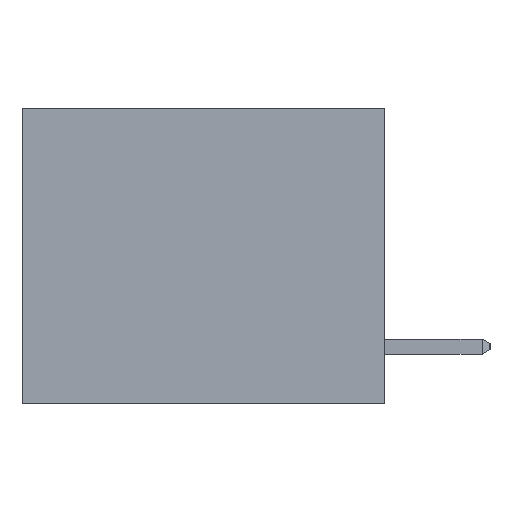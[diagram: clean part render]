
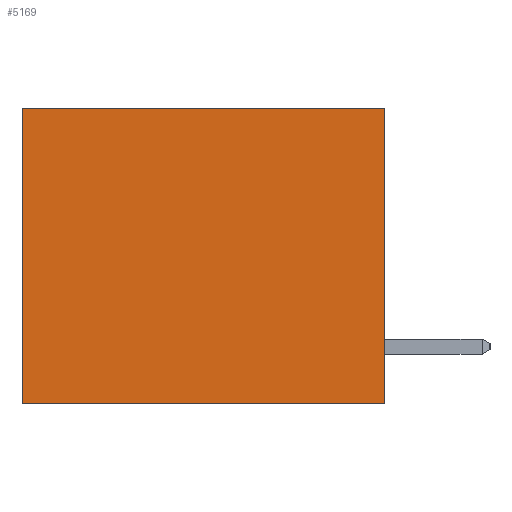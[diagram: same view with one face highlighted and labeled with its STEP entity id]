
A CAD part, left-side view. The second image highlights one B-rep face of the part: STEP entity #5169.
In plain terms, the highlighted planar face has unit normal (-1, 0, 0).
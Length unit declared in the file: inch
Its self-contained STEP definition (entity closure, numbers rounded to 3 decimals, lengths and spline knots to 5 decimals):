
#606 = VECTOR ( 'NONE', #20294, 39.37008 ) ;
#1261 = VERTEX_POINT ( 'NONE', #4977 ) ;
#1568 = CARTESIAN_POINT ( 'NONE',  ( 0.3165, 0.6, 0. ) ) ;
#2031 = VECTOR ( 'NONE', #11936, 39.37008 ) ;
#2829 = AXIS2_PLACEMENT_3D ( 'NONE', #12566, #11048, #6102 ) ;
#3236 = CARTESIAN_POINT ( 'NONE',  ( 0.3165, 0., 0. ) ) ;
#3506 = CARTESIAN_POINT ( 'NONE',  ( 0.3165, 0., -0.49 ) ) ;
#4001 = EDGE_CURVE ( 'NONE', #1261, #6231, #4956, .T. ) ;
#4956 = LINE ( 'NONE', #3236, #5462 ) ;
#4977 = CARTESIAN_POINT ( 'NONE',  ( 0.3165, 0., 0. ) ) ;
#5169 = ADVANCED_FACE ( 'NONE', ( #20894 ), #14328, .F. ) ;
#5403 = VERTEX_POINT ( 'NONE', #7707 ) ;
#5462 = VECTOR ( 'NONE', #14663, 39.37008 ) ;
#6102 = DIRECTION ( 'NONE',  ( 0., 0., -1. ) ) ;
#6226 = EDGE_LOOP ( 'NONE', ( #7965, #6490, #13004, #14131 ) ) ;
#6231 = VERTEX_POINT ( 'NONE', #1568 ) ;
#6424 = LINE ( 'NONE', #20176, #2031 ) ;
#6490 = ORIENTED_EDGE ( 'NONE', *, *, #21066, .F. ) ;
#6648 = DIRECTION ( 'NONE',  ( 0., 1., 0. ) ) ;
#7608 = VERTEX_POINT ( 'NONE', #3506 ) ;
#7707 = CARTESIAN_POINT ( 'NONE',  ( 0.3165, 0.6, -0.49 ) ) ;
#7965 = ORIENTED_EDGE ( 'NONE', *, *, #12991, .T. ) ;
#8529 = CARTESIAN_POINT ( 'NONE',  ( 0.3165, 0., -0.49 ) ) ;
#8618 = CARTESIAN_POINT ( 'NONE',  ( 0.3165, 0., -0.49 ) ) ;
#10930 = EDGE_CURVE ( 'NONE', #1261, #7608, #13611, .T. ) ;
#11048 = DIRECTION ( 'NONE',  ( 1., 0., 0. ) ) ;
#11936 = DIRECTION ( 'NONE',  ( 0., 0., -1. ) ) ;
#12566 = CARTESIAN_POINT ( 'NONE',  ( 0.3165, 0., -0.49 ) ) ;
#12991 = EDGE_CURVE ( 'NONE', #6231, #5403, #6424, .T. ) ;
#13004 = ORIENTED_EDGE ( 'NONE', *, *, #10930, .F. ) ;
#13611 = LINE ( 'NONE', #8618, #606 ) ;
#14131 = ORIENTED_EDGE ( 'NONE', *, *, #4001, .T. ) ;
#14328 = PLANE ( 'NONE',  #2829 ) ;
#14663 = DIRECTION ( 'NONE',  ( 0., 1., 0. ) ) ;
#18403 = VECTOR ( 'NONE', #6648, 39.37008 ) ;
#20176 = CARTESIAN_POINT ( 'NONE',  ( 0.3165, 0.6, -0.49 ) ) ;
#20294 = DIRECTION ( 'NONE',  ( 0., 0., -1. ) ) ;
#20894 = FACE_OUTER_BOUND ( 'NONE', #6226, .T. ) ;
#21066 = EDGE_CURVE ( 'NONE', #7608, #5403, #21264, .T. ) ;
#21264 = LINE ( 'NONE', #8529, #18403 ) ;
